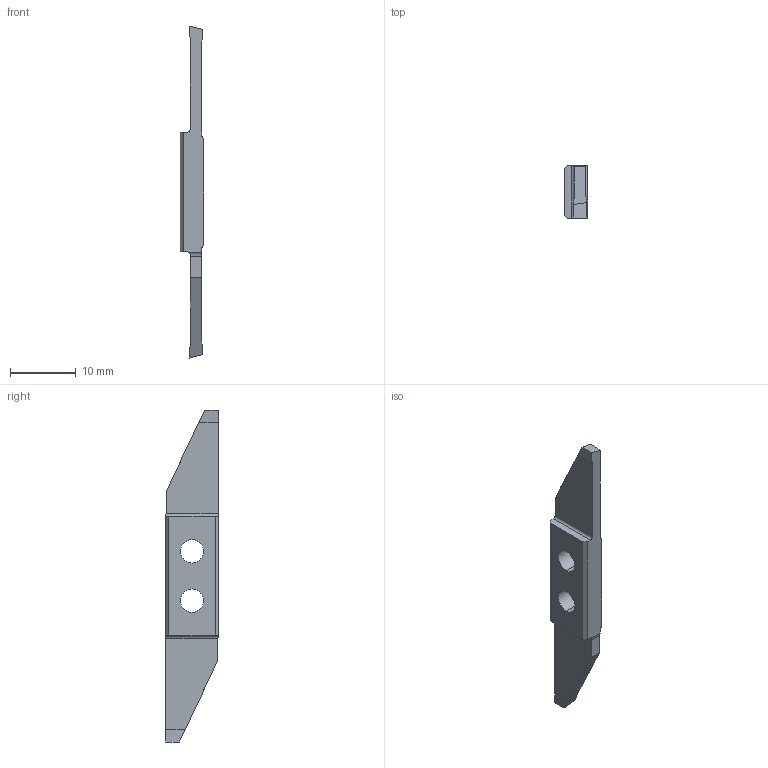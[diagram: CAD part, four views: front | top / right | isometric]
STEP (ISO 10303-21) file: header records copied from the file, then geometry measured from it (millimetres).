
FILE_DESCRIPTION (( 'STEP AP214' ), '1' );
FILE_NAME ('CUT-CUT-3002-05-08 stp.step', '2023-07-25T11:41:21', ( '' ), ( '' ), 'SwSTEP 2.0', 'SolidWorks 2022', '' );
FILE_SCHEMA (( 'AUTOMOTIVE_DESIGN' ));
Length unit declared in the file: millimetre
Products named in the file (1): CUT-CUT-3002-05-08 stp
Bounding box: 3.6 x 8 x 50.5 mm (x, y, z)
Volume: 773.5 mm3; surface area: 967.2 mm2
Topology: 1 solids, 1 shells, 32 faces, 90 edges, 60 vertices
Faces by surface type: plane 22, cylinder 10
Entity records: 1078 total; most frequent: CARTESIAN_POINT 189, ORIENTED_EDGE 180, DIRECTION 174, EDGE_CURVE 90, LINE 68, VECTOR 68, VERTEX_POINT 60, AXIS2_PLACEMENT_3D 53
